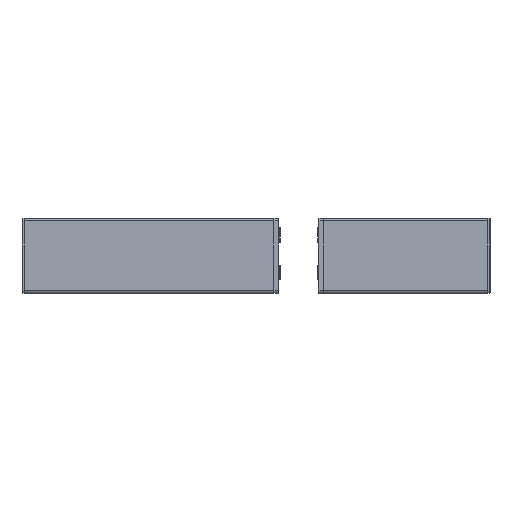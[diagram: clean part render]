
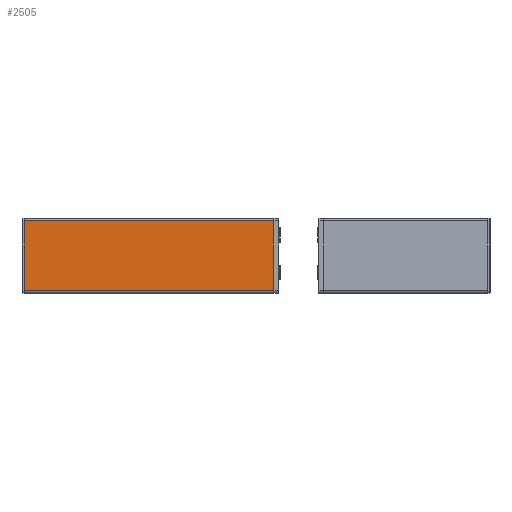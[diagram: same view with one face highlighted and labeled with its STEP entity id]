
A CAD part, left-side view. The second image highlights one B-rep face of the part: STEP entity #2505.
In plain terms, the highlighted planar face has unit normal (-1, 0, 0).
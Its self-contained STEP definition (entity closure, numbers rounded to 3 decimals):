
#2505=ADVANCED_FACE('',(#10090),#10091,.T.);
#10090=FACE_OUTER_BOUND('',#23802,.T.);
#10091=PLANE('',#23803);
#23802=EDGE_LOOP('',(#48824,#48825,#48826,#48827));
#23803=AXIS2_PLACEMENT_3D('',#48828,#48829,#48830);
#48824=ORIENTED_EDGE('',*,*,#92502,.T.);
#48825=ORIENTED_EDGE('',*,*,#92501,.T.);
#48826=ORIENTED_EDGE('',*,*,#92503,.F.);
#48827=ORIENTED_EDGE('',*,*,#92504,.F.);
#48828=CARTESIAN_POINT('',(-414.45,1485.489,-75.634));
#48829=DIRECTION('',(-1.0,0.,0.0));
#48830=DIRECTION('',(0.0,0.0,1.0));
#92501=EDGE_CURVE('',#110791,#110793,#110795,.T.);
#92502=EDGE_CURVE('',#110796,#110791,#110797,.T.);
#92503=EDGE_CURVE('',#110798,#110793,#110799,.T.);
#92504=EDGE_CURVE('',#110796,#110798,#110800,.T.);
#110791=VERTEX_POINT('',#139993);
#110793=VERTEX_POINT('',#139995);
#110795=LINE('',#139997,#139998);
#110796=VERTEX_POINT('',#139999);
#110797=LINE('',#140000,#140001);
#110798=VERTEX_POINT('',#140002);
#110799=LINE('',#140003,#140004);
#110800=LINE('',#140005,#140006);
#139993=CARTESIAN_POINT('',(-414.45,1485.489,-173.634));
#139995=CARTESIAN_POINT('',(-414.45,1135.489,-173.634));
#139997=CARTESIAN_POINT('',(-414.45,1485.489,-173.634));
#139998=VECTOR('',#177463,1.0);
#139999=CARTESIAN_POINT('',(-414.45,1485.489,-75.634));
#140000=CARTESIAN_POINT('',(-414.45,1485.489,-75.634));
#140001=VECTOR('',#177464,1.0);
#140002=CARTESIAN_POINT('',(-414.45,1135.489,-75.634));
#140003=CARTESIAN_POINT('',(-414.45,1135.489,-75.634));
#140004=VECTOR('',#177465,1.0);
#140005=CARTESIAN_POINT('',(-414.45,1485.489,-75.634));
#140006=VECTOR('',#177466,1.0);
#177463=DIRECTION('',(0.,-1.0,0.0));
#177464=DIRECTION('',(0.0,0.0,-1.0));
#177465=DIRECTION('',(0.0,0.0,-1.0));
#177466=DIRECTION('',(0.,-1.0,0.0));
